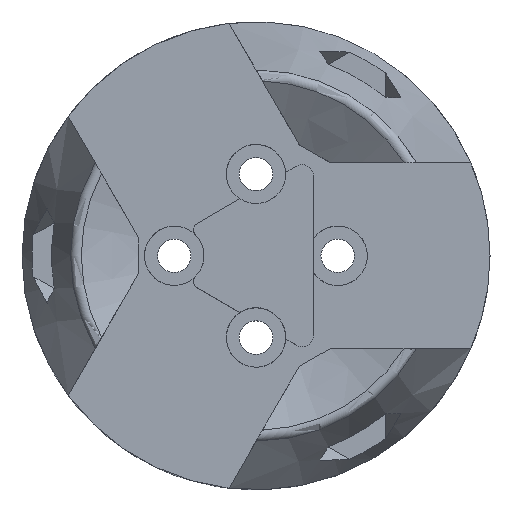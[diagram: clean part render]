
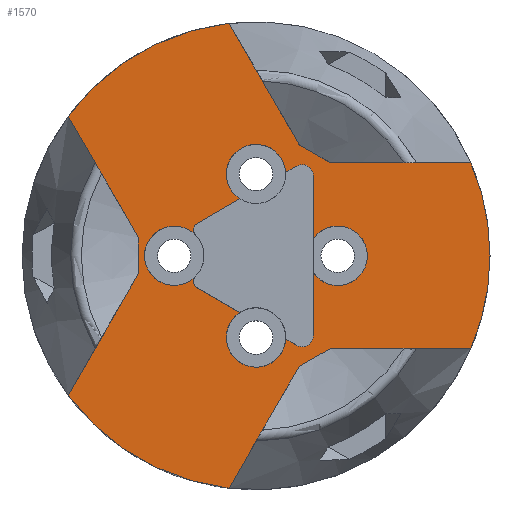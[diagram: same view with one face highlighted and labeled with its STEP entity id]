
A CAD part, top view. The second image highlights one B-rep face of the part: STEP entity #1570.
In plain terms, the highlighted planar face has unit normal (0, 0, 1).
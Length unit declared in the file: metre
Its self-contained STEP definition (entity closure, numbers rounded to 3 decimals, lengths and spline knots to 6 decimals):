
#42=LINE('',#2236,#159);
#44=LINE('',#2252,#161);
#46=LINE('',#2273,#163);
#48=LINE('',#2285,#165);
#50=LINE('',#2294,#167);
#52=LINE('',#2310,#169);
#135=LINE('',#2605,#252);
#136=LINE('',#2621,#253);
#137=LINE('',#2637,#254);
#140=LINE('',#2654,#257);
#142=LINE('',#2659,#259);
#146=LINE('',#2667,#263);
#152=LINE('',#2686,#269);
#153=LINE('',#2691,#270);
#154=LINE('',#2696,#271);
#159=VECTOR('',#1788,1.);
#161=VECTOR('',#1794,1.);
#163=VECTOR('',#1800,1.);
#165=VECTOR('',#1804,1.);
#167=VECTOR('',#1808,1.);
#169=VECTOR('',#1814,1.);
#252=VECTOR('',#2095,1.);
#253=VECTOR('',#2106,1.);
#254=VECTOR('',#2117,1.);
#257=VECTOR('',#2140,1.);
#259=VECTOR('',#2144,1.);
#263=VECTOR('',#2152,1.);
#269=VECTOR('',#2172,1.);
#270=VECTOR('',#2181,1.);
#271=VECTOR('',#2186,1.);
#346=PLANE('',#1744);
#723=ORIENTED_EDGE('',*,*,#979,.T.);
#724=ORIENTED_EDGE('',*,*,#980,.T.);
#725=ORIENTED_EDGE('',*,*,#960,.T.);
#726=ORIENTED_EDGE('',*,*,#815,.T.);
#727=ORIENTED_EDGE('',*,*,#966,.T.);
#728=ORIENTED_EDGE('',*,*,#970,.T.);
#729=ORIENTED_EDGE('',*,*,#973,.T.);
#730=ORIENTED_EDGE('',*,*,#978,.T.);
#731=ORIENTED_EDGE('',*,*,#976,.T.);
#732=ORIENTED_EDGE('',*,*,#820,.T.);
#733=ORIENTED_EDGE('',*,*,#962,.T.);
#734=ORIENTED_EDGE('',*,*,#981,.T.);
#735=ORIENTED_EDGE('',*,*,#982,.T.);
#736=ORIENTED_EDGE('',*,*,#936,.T.);
#737=ORIENTED_EDGE('',*,*,#787,.T.);
#738=ORIENTED_EDGE('',*,*,#952,.T.);
#739=ORIENTED_EDGE('',*,*,#957,.T.);
#740=ORIENTED_EDGE('',*,*,#798,.T.);
#741=ORIENTED_EDGE('',*,*,#802,.T.);
#742=ORIENTED_EDGE('',*,*,#942,.T.);
#743=ORIENTED_EDGE('',*,*,#956,.T.);
#744=ORIENTED_EDGE('',*,*,#810,.T.);
#745=ORIENTED_EDGE('',*,*,#805,.T.);
#746=ORIENTED_EDGE('',*,*,#947,.T.);
#747=ORIENTED_EDGE('',*,*,#955,.T.);
#748=ORIENTED_EDGE('',*,*,#792,.T.);
#787=EDGE_CURVE('',#1001,#1000,#42,.T.);
#792=EDGE_CURVE('',#1005,#1001,#44,.T.);
#798=EDGE_CURVE('',#1011,#1010,#46,.T.);
#802=EDGE_CURVE('',#1010,#1013,#48,.T.);
#805=EDGE_CURVE('',#1017,#1016,#50,.T.);
#810=EDGE_CURVE('',#1021,#1017,#52,.T.);
#815=EDGE_CURVE('',#1022,#1025,#1150,.T.);
#820=EDGE_CURVE('',#1027,#1030,#1153,.T.);
#936=EDGE_CURVE('',#1110,#1111,#1176,.T.);
#942=EDGE_CURVE('',#1013,#1113,#135,.T.);
#947=EDGE_CURVE('',#1016,#1115,#136,.T.);
#952=EDGE_CURVE('',#1000,#1117,#137,.T.);
#955=EDGE_CURVE('',#1115,#1005,#1186,.T.);
#956=EDGE_CURVE('',#1113,#1021,#1187,.T.);
#957=EDGE_CURVE('',#1117,#1011,#1188,.T.);
#960=EDGE_CURVE('',#1121,#1022,#140,.T.);
#962=EDGE_CURVE('',#1030,#1122,#142,.T.);
#966=EDGE_CURVE('',#1025,#1124,#146,.T.);
#970=EDGE_CURVE('',#1124,#1127,#1190,.T.);
#973=EDGE_CURVE('',#1127,#1129,#1192,.T.);
#976=EDGE_CURVE('',#1131,#1027,#152,.T.);
#978=EDGE_CURVE('',#1129,#1131,#1194,.T.);
#979=EDGE_CURVE('',#1111,#1132,#153,.T.);
#980=EDGE_CURVE('',#1132,#1121,#1195,.T.);
#981=EDGE_CURVE('',#1122,#1133,#1196,.T.);
#982=EDGE_CURVE('',#1133,#1110,#154,.T.);
#1000=VERTEX_POINT('',#2235);
#1001=VERTEX_POINT('',#2237);
#1005=VERTEX_POINT('',#2253);
#1010=VERTEX_POINT('',#2272);
#1011=VERTEX_POINT('',#2274);
#1013=VERTEX_POINT('',#2284);
#1016=VERTEX_POINT('',#2293);
#1017=VERTEX_POINT('',#2295);
#1021=VERTEX_POINT('',#2311);
#1022=VERTEX_POINT('',#2317);
#1025=VERTEX_POINT('',#2322);
#1027=VERTEX_POINT('',#2328);
#1030=VERTEX_POINT('',#2333);
#1110=VERTEX_POINT('',#2587);
#1111=VERTEX_POINT('',#2588);
#1113=VERTEX_POINT('',#2595);
#1115=VERTEX_POINT('',#2611);
#1117=VERTEX_POINT('',#2627);
#1121=VERTEX_POINT('',#2652);
#1122=VERTEX_POINT('',#2657);
#1124=VERTEX_POINT('',#2665);
#1127=VERTEX_POINT('',#2673);
#1129=VERTEX_POINT('',#2679);
#1131=VERTEX_POINT('',#2684);
#1132=VERTEX_POINT('',#2692);
#1133=VERTEX_POINT('',#2695);
#1150=CIRCLE('',#1614,0.004);
#1153=CIRCLE('',#1618,0.004);
#1176=CIRCLE('',#1704,0.004);
#1186=CIRCLE('',#1726,0.0315);
#1187=CIRCLE('',#1727,0.0315);
#1188=CIRCLE('',#1728,0.0315);
#1190=CIRCLE('',#1736,0.001);
#1192=CIRCLE('',#1739,0.004);
#1194=CIRCLE('',#1743,0.001);
#1195=CIRCLE('',#1745,0.0015);
#1196=CIRCLE('',#1746,0.0015);
#1326=EDGE_LOOP('',(#723,#724,#725,#726,#727,#728,#729,#730,#731,#732,#733,
#734,#735,#736));
#1327=EDGE_LOOP('',(#737,#738,#739,#740,#741,#742,#743,#744,#745,#746,#747,
#748));
#1459=FACE_BOUND('',#1326,.T.);
#1460=FACE_BOUND('',#1327,.T.);
#1570=ADVANCED_FACE('',(#1459,#1460),#346,.T.);
#1614=AXIS2_PLACEMENT_3D('',#2323,#1821,#1822);
#1618=AXIS2_PLACEMENT_3D('',#2334,#1831,#1832);
#1704=AXIS2_PLACEMENT_3D('',#2586,#2081,#2082);
#1726=AXIS2_PLACEMENT_3D('',#2645,#2128,#2129);
#1727=AXIS2_PLACEMENT_3D('',#2646,#2130,#2131);
#1728=AXIS2_PLACEMENT_3D('',#2647,#2132,#2133);
#1736=AXIS2_PLACEMENT_3D('',#2674,#2159,#2160);
#1739=AXIS2_PLACEMENT_3D('',#2680,#2166,#2167);
#1743=AXIS2_PLACEMENT_3D('',#2689,#2177,#2178);
#1744=AXIS2_PLACEMENT_3D('',#2690,#2179,#2180);
#1745=AXIS2_PLACEMENT_3D('',#2693,#2182,#2183);
#1746=AXIS2_PLACEMENT_3D('',#2694,#2184,#2185);
#1788=DIRECTION('',(-0.866,0.5,0.));
#1794=DIRECTION('',(-1.,0.,0.));
#1800=DIRECTION('',(0.5,-0.866,0.));
#1804=DIRECTION('',(0.,-1.,0.));
#1808=DIRECTION('',(0.866,0.5,0.));
#1814=DIRECTION('',(0.5,0.866,0.));
#1821=DIRECTION('',(0.,0.,-1.));
#1822=DIRECTION('',(-1.,0.,0.));
#1831=DIRECTION('',(0.,0.,-1.));
#1832=DIRECTION('',(-1.,0.,0.));
#2081=DIRECTION('',(0.,0.,-1.));
#2082=DIRECTION('',(-1.,0.,0.));
#2095=DIRECTION('',(-0.5,-0.866,0.));
#2106=DIRECTION('',(1.,0.,0.));
#2117=DIRECTION('',(-0.5,0.866,0.));
#2128=DIRECTION('',(0.,0.,1.));
#2129=DIRECTION('',(1.,0.,0.));
#2130=DIRECTION('',(0.,0.,1.));
#2131=DIRECTION('',(1.,0.,0.));
#2132=DIRECTION('',(0.,0.,1.));
#2133=DIRECTION('',(1.,0.,0.));
#2140=DIRECTION('',(-0.866,0.5,0.));
#2144=DIRECTION('',(0.866,0.5,0.));
#2152=DIRECTION('',(-0.866,0.5,0.));
#2159=DIRECTION('',(0.,0.,-1.));
#2160=DIRECTION('',(-0.99,-0.139,0.));
#2166=DIRECTION('',(0.,0.,-1.));
#2167=DIRECTION('',(-1.,0.,0.));
#2172=DIRECTION('',(0.866,0.5,0.));
#2177=DIRECTION('',(0.,0.,-1.));
#2178=DIRECTION('',(-0.99,0.139,0.));
#2179=DIRECTION('',(0.,0.,1.));
#2180=DIRECTION('',(1.,0.,0.));
#2181=DIRECTION('',(0.,-1.,0.));
#2182=DIRECTION('',(0.,0.,-1.));
#2183=DIRECTION('',(0.5,-0.866,0.));
#2184=DIRECTION('',(0.,0.,-1.));
#2185=DIRECTION('',(0.5,0.866,0.));
#2186=DIRECTION('',(0.,-1.,0.));
#2235=CARTESIAN_POINT('',(0.005825,0.01491,0.017));
#2236=CARTESIAN_POINT('',(0.006869,0.014308,0.017));
#2237=CARTESIAN_POINT('',(0.01,0.0125,0.017));
#2252=CARTESIAN_POINT('',(0.005,0.0125,0.017));
#2253=CARTESIAN_POINT('',(0.028914,0.0125,0.017));
#2272=CARTESIAN_POINT('',(-0.015825,0.00241,0.017));
#2273=CARTESIAN_POINT('',(-0.013325,-0.00192,0.017));
#2274=CARTESIAN_POINT('',(-0.025282,0.01879,0.017));
#2284=CARTESIAN_POINT('',(-0.015825,-0.00241,0.017));
#2285=CARTESIAN_POINT('',(-0.015825,-0.001205,0.017));
#2293=CARTESIAN_POINT('',(0.01,-0.0125,0.017));
#2294=CARTESIAN_POINT('',(0.008956,-0.013103,0.017));
#2295=CARTESIAN_POINT('',(0.005825,-0.01491,0.017));
#2310=CARTESIAN_POINT('',(0.008325,-0.01058,0.017));
#2311=CARTESIAN_POINT('',(-0.003632,-0.03129,0.017));
#2317=CARTESIAN_POINT('',(0.003994,-0.011212,0.017));
#2322=CARTESIAN_POINT('',(-0.002181,-0.007647,0.017));
#2323=CARTESIAN_POINT('',(0.,-0.011,0.017));
#2328=CARTESIAN_POINT('',(-0.002181,0.007647,0.017));
#2333=CARTESIAN_POINT('',(0.003994,0.011212,0.017));
#2334=CARTESIAN_POINT('',(0.,0.011,0.017));
#2586=CARTESIAN_POINT('',(0.011,0.,0.017));
#2587=CARTESIAN_POINT('',(0.007713,0.002279,0.017));
#2588=CARTESIAN_POINT('',(0.007713,-0.002279,0.017));
#2595=CARTESIAN_POINT('',(-0.025282,-0.01879,0.017));
#2605=CARTESIAN_POINT('',(-0.018054,-0.00627,0.017));
#2611=CARTESIAN_POINT('',(0.028914,-0.0125,0.017));
#2621=CARTESIAN_POINT('',(0.014457,-0.0125,0.017));
#2627=CARTESIAN_POINT('',(-0.003632,0.03129,0.017));
#2637=CARTESIAN_POINT('',(0.003597,0.01877,0.017));
#2645=CARTESIAN_POINT('',(0.,0.,0.017));
#2646=CARTESIAN_POINT('',(0.,0.,0.017));
#2647=CARTESIAN_POINT('',(0.,0.,0.017));
#2652=CARTESIAN_POINT('',(0.005463,-0.01206,0.017));
#2654=CARTESIAN_POINT('',(-0.008853,-0.003794,0.017));
#2657=CARTESIAN_POINT('',(0.005463,0.01206,0.017));
#2659=CARTESIAN_POINT('',(0.001178,0.009586,0.017));
#2665=CARTESIAN_POINT('',(-0.007905,-0.004342,0.017));
#2667=CARTESIAN_POINT('',(-0.008853,-0.003794,0.017));
#2673=CARTESIAN_POINT('',(-0.008124,-0.00278,0.017));
#2674=CARTESIAN_POINT('',(-0.007405,-0.003476,0.017));
#2679=CARTESIAN_POINT('',(-0.008124,0.00278,0.017));
#2680=CARTESIAN_POINT('',(-0.011,0.,0.017));
#2684=CARTESIAN_POINT('',(-0.007905,0.004342,0.017));
#2686=CARTESIAN_POINT('',(0.001141,0.009564,0.017));
#2689=CARTESIAN_POINT('',(-0.007405,0.003476,0.017));
#2690=CARTESIAN_POINT('',(0.,0.,0.017));
#2691=CARTESIAN_POINT('',(0.007713,-0.005813,0.017));
#2692=CARTESIAN_POINT('',(0.007713,-0.010761,0.017));
#2693=CARTESIAN_POINT('',(0.006213,-0.010761,0.017));
#2694=CARTESIAN_POINT('',(0.006213,0.010761,0.017));
#2695=CARTESIAN_POINT('',(0.007713,0.010761,0.017));
#2696=CARTESIAN_POINT('',(0.007713,-0.00577,0.017));
